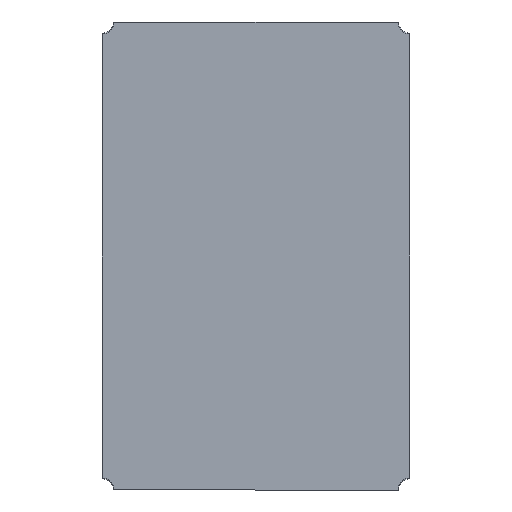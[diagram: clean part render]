
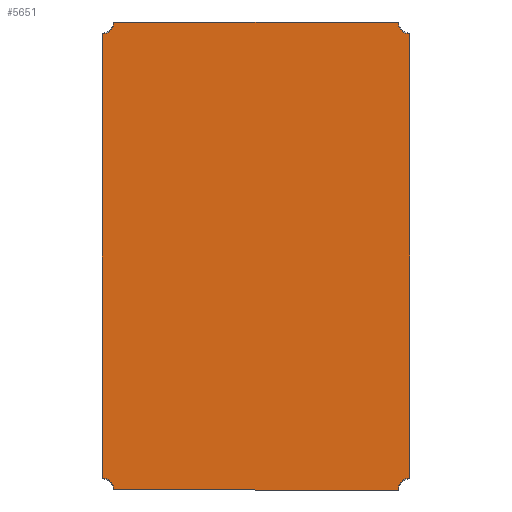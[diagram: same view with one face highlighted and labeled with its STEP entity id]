
A CAD part, front view. The second image highlights one B-rep face of the part: STEP entity #5651.
In plain terms, the highlighted planar face has unit normal (0, -1, 0).
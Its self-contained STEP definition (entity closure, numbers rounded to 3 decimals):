
#1170 = VECTOR ( 'NONE', #1507, 1000. ) ;
#1197 = CARTESIAN_POINT ( 'NONE',  ( 2.4, 0., 3.465 ) ) ;
#1251 = DIRECTION ( 'NONE',  ( 0., 0., 1. ) ) ;
#1253 = DIRECTION ( 'NONE',  ( 0., 1., 0. ) ) ;
#1254 = CARTESIAN_POINT ( 'NONE',  ( -2.4, 0., -3.65 ) ) ;
#1255 = AXIS2_PLACEMENT_3D ( 'NONE', #1254, #1253, #1251 ) ;
#1257 = CIRCLE ( 'NONE', #1255, 0.185 ) ;
#1264 = DIRECTION ( 'NONE',  ( 0., 0., 1. ) ) ;
#1265 = DIRECTION ( 'NONE',  ( 0., 1., 0. ) ) ;
#1266 = AXIS2_PLACEMENT_3D ( 'NONE', #1336, #1265, #1264 ) ;
#1267 = CIRCLE ( 'NONE', #1266, 0.185 ) ;
#1336 = CARTESIAN_POINT ( 'NONE',  ( 2.4, 0., -3.65 ) ) ;
#1502 = CARTESIAN_POINT ( 'NONE',  ( 2.215, 0., -3.65 ) ) ;
#1507 = DIRECTION ( 'NONE',  ( 0., 0., -1. ) ) ;
#1508 = CARTESIAN_POINT ( 'NONE',  ( 2.4, 0., -3.65 ) ) ;
#1509 = LINE ( 'NONE', #1508, #1170 ) ;
#3272 = DIRECTION ( 'NONE',  ( 0., 0., 1. ) ) ;
#3273 = DIRECTION ( 'NONE',  ( 0., 1., 0. ) ) ;
#3274 = CARTESIAN_POINT ( 'NONE',  ( -2.4, 0., 3.65 ) ) ;
#3275 = AXIS2_PLACEMENT_3D ( 'NONE', #3274, #3273, #3272 ) ;
#3276 = CIRCLE ( 'NONE', #3275, 0.185 ) ;
#3283 = CARTESIAN_POINT ( 'NONE',  ( 2.4, 0., -3.465 ) ) ;
#3446 = DIRECTION ( 'NONE',  ( 0., 0., 1. ) ) ;
#3447 = VECTOR ( 'NONE', #3446, 1000. ) ;
#3448 = CARTESIAN_POINT ( 'NONE',  ( -2.4, 0., -3.65 ) ) ;
#3449 = LINE ( 'NONE', #3448, #3447 ) ;
#5154 = VERTEX_POINT ( 'NONE', #7207 ) ;
#5648 = ORIENTED_EDGE ( 'NONE', *, *, #5649, .T. ) ;
#5649 = EDGE_CURVE ( 'NONE', #5947, #5723, #8402, .T. ) ;
#5650 = ORIENTED_EDGE ( 'NONE', *, *, #5722, .F. ) ;
#5651 = ADVANCED_FACE ( 'NONE', ( #8397 ), #8396, .F. ) ;
#5652 = EDGE_LOOP ( 'NONE', ( #5653, #5957, #5959, #5937, #5939, #5648, #5650, #5902 ) ) ;
#5653 = ORIENTED_EDGE ( 'NONE', *, *, #5927, .F. ) ;
#5656 = EDGE_CURVE ( 'NONE', #5943, #5657, #8391, .T. ) ;
#5657 = VERTEX_POINT ( 'NONE', #8385 ) ;
#5722 = EDGE_CURVE ( 'NONE', #5732, #5723, #8503, .T. ) ;
#5723 = VERTEX_POINT ( 'NONE', #8498 ) ;
#5732 = VERTEX_POINT ( 'NONE', #8449 ) ;
#5800 = VERTEX_POINT ( 'NONE', #8768 ) ;
#5898 = VERTEX_POINT ( 'NONE', #3283 ) ;
#5902 = ORIENTED_EDGE ( 'NONE', *, *, #5903, .T. ) ;
#5903 = EDGE_CURVE ( 'NONE', #5732, #5154, #3276, .T. ) ;
#5927 = EDGE_CURVE ( 'NONE', #5800, #5154, #3449, .T. ) ;
#5937 = ORIENTED_EDGE ( 'NONE', *, *, #5938, .T. ) ;
#5938 = EDGE_CURVE ( 'NONE', #5943, #5898, #1267, .T. ) ;
#5939 = ORIENTED_EDGE ( 'NONE', *, *, #5951, .F. ) ;
#5943 = VERTEX_POINT ( 'NONE', #1502 ) ;
#5947 = VERTEX_POINT ( 'NONE', #1197 ) ;
#5951 = EDGE_CURVE ( 'NONE', #5947, #5898, #1509, .T. ) ;
#5957 = ORIENTED_EDGE ( 'NONE', *, *, #5958, .T. ) ;
#5958 = EDGE_CURVE ( 'NONE', #5800, #5657, #1257, .T. ) ;
#5959 = ORIENTED_EDGE ( 'NONE', *, *, #5656, .F. ) ;
#7207 = CARTESIAN_POINT ( 'NONE',  ( -2.4, 0., 3.465 ) ) ;
#8385 = CARTESIAN_POINT ( 'NONE',  ( -2.215, 0., -3.65 ) ) ;
#8388 = DIRECTION ( 'NONE',  ( -1., 0., 0. ) ) ;
#8389 = VECTOR ( 'NONE', #8388, 1000. ) ;
#8390 = CARTESIAN_POINT ( 'NONE',  ( -2.4, 0., -3.65 ) ) ;
#8391 = LINE ( 'NONE', #8390, #8389 ) ;
#8392 = DIRECTION ( 'NONE',  ( 0., 0., 1. ) ) ;
#8393 = DIRECTION ( 'NONE',  ( 0., 1., 0. ) ) ;
#8394 = CARTESIAN_POINT ( 'NONE',  ( -2.4, 0., -3.65 ) ) ;
#8395 = AXIS2_PLACEMENT_3D ( 'NONE', #8394, #8393, #8392 ) ;
#8396 = PLANE ( 'NONE',  #8395 ) ;
#8397 = FACE_OUTER_BOUND ( 'NONE', #5652, .T. ) ;
#8398 = DIRECTION ( 'NONE',  ( 0., 0., 1. ) ) ;
#8399 = DIRECTION ( 'NONE',  ( 0., 1., 0. ) ) ;
#8400 = CARTESIAN_POINT ( 'NONE',  ( 2.4, 0., 3.65 ) ) ;
#8401 = AXIS2_PLACEMENT_3D ( 'NONE', #8400, #8399, #8398 ) ;
#8402 = CIRCLE ( 'NONE', #8401, 0.185 ) ;
#8449 = CARTESIAN_POINT ( 'NONE',  ( -2.215, 0., 3.65 ) ) ;
#8498 = CARTESIAN_POINT ( 'NONE',  ( 2.215, 0., 3.65 ) ) ;
#8500 = DIRECTION ( 'NONE',  ( 1., 0., 0. ) ) ;
#8501 = VECTOR ( 'NONE', #8500, 1000. ) ;
#8502 = CARTESIAN_POINT ( 'NONE',  ( -2.4, 0., 3.65 ) ) ;
#8503 = LINE ( 'NONE', #8502, #8501 ) ;
#8768 = CARTESIAN_POINT ( 'NONE',  ( -2.4, 0., -3.465 ) ) ;
